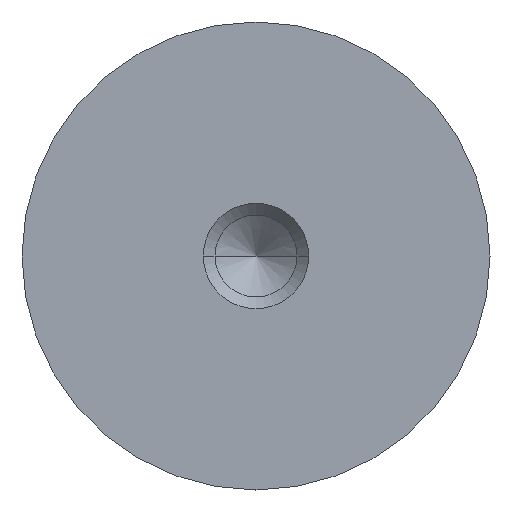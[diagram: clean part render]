
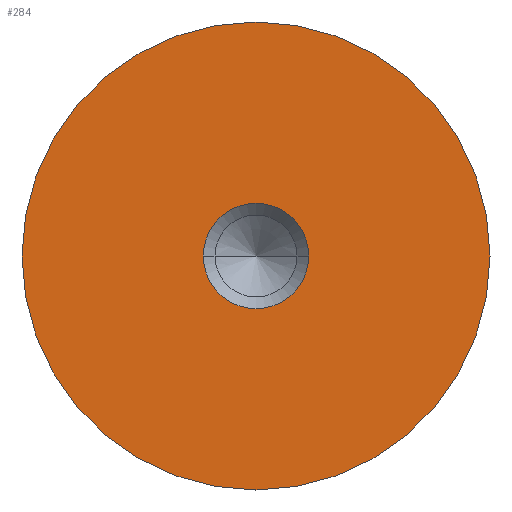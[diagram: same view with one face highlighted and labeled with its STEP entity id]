
A CAD part, front view. The second image highlights one B-rep face of the part: STEP entity #284.
In plain terms, the highlighted planar face has unit normal (0, -1, 0).
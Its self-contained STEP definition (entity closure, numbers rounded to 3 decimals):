
#3 = AXIS2_PLACEMENT_3D ( 'NONE', #144, #367, #265 ) ;
#4 = VERTEX_POINT ( 'NONE', #63 ) ;
#30 = AXIS2_PLACEMENT_3D ( 'NONE', #220, #196, #250 ) ;
#33 = DIRECTION ( 'NONE',  ( 0., -1., 0. ) ) ;
#44 = ORIENTED_EDGE ( 'NONE', *, *, #357, .F. ) ;
#58 = AXIS2_PLACEMENT_3D ( 'NONE', #227, #167, #197 ) ;
#63 = CARTESIAN_POINT ( 'NONE',  ( 10., 0., 0. ) ) ;
#68 = DIRECTION ( 'NONE',  ( 1., 0., 0. ) ) ;
#77 = FACE_BOUND ( 'NONE', #188, .T. ) ;
#81 = FACE_OUTER_BOUND ( 'NONE', #162, .T. ) ;
#117 = CARTESIAN_POINT ( 'NONE',  ( 2.25, 0., 0. ) ) ;
#129 = CARTESIAN_POINT ( 'NONE',  ( 0., 0., 0. ) ) ;
#130 = ORIENTED_EDGE ( 'NONE', *, *, #230, .T. ) ;
#131 = ORIENTED_EDGE ( 'NONE', *, *, #139, .T. ) ;
#139 = EDGE_CURVE ( 'NONE', #191, #4, #359, .T. ) ;
#144 = CARTESIAN_POINT ( 'NONE',  ( 0., 0., 0. ) ) ;
#162 = EDGE_LOOP ( 'NONE', ( #130, #131 ) ) ;
#167 = DIRECTION ( 'NONE',  ( 0., -1., 0. ) ) ;
#169 = DIRECTION ( 'NONE',  ( 0., -1., 0. ) ) ;
#172 = AXIS2_PLACEMENT_3D ( 'NONE', #129, #33, #68 ) ;
#182 = ORIENTED_EDGE ( 'NONE', *, *, #200, .F. ) ;
#185 = CARTESIAN_POINT ( 'NONE',  ( -2.25, 0., 0. ) ) ;
#188 = EDGE_LOOP ( 'NONE', ( #44, #182 ) ) ;
#191 = VERTEX_POINT ( 'NONE', #384 ) ;
#196 = DIRECTION ( 'NONE',  ( 0., -1., 0. ) ) ;
#197 = DIRECTION ( 'NONE',  ( 1., 0., 0. ) ) ;
#200 = EDGE_CURVE ( 'NONE', #378, #313, #253, .T. ) ;
#220 = CARTESIAN_POINT ( 'NONE',  ( 2.25, 0., 0. ) ) ;
#227 = CARTESIAN_POINT ( 'NONE',  ( 0., 0., 0. ) ) ;
#230 = EDGE_CURVE ( 'NONE', #4, #191, #396, .T. ) ;
#234 = AXIS2_PLACEMENT_3D ( 'NONE', #379, #169, #346 ) ;
#248 = PLANE ( 'NONE',  #30 ) ;
#250 = DIRECTION ( 'NONE',  ( 1., 0., 0. ) ) ;
#253 = CIRCLE ( 'NONE', #58, 2.25 ) ;
#265 = DIRECTION ( 'NONE',  ( 1., 0., 0. ) ) ;
#284 = ADVANCED_FACE ( 'NONE', ( #81, #77 ), #248, .T. ) ;
#313 = VERTEX_POINT ( 'NONE', #117 ) ;
#329 = CIRCLE ( 'NONE', #3, 2.25 ) ;
#346 = DIRECTION ( 'NONE',  ( 1., 0., 0. ) ) ;
#357 = EDGE_CURVE ( 'NONE', #313, #378, #329, .T. ) ;
#359 = CIRCLE ( 'NONE', #172, 10. ) ;
#367 = DIRECTION ( 'NONE',  ( 0., -1., 0. ) ) ;
#378 = VERTEX_POINT ( 'NONE', #185 ) ;
#379 = CARTESIAN_POINT ( 'NONE',  ( 0., 0., 0. ) ) ;
#384 = CARTESIAN_POINT ( 'NONE',  ( -10., 0., 0. ) ) ;
#396 = CIRCLE ( 'NONE', #234, 10. ) ;
